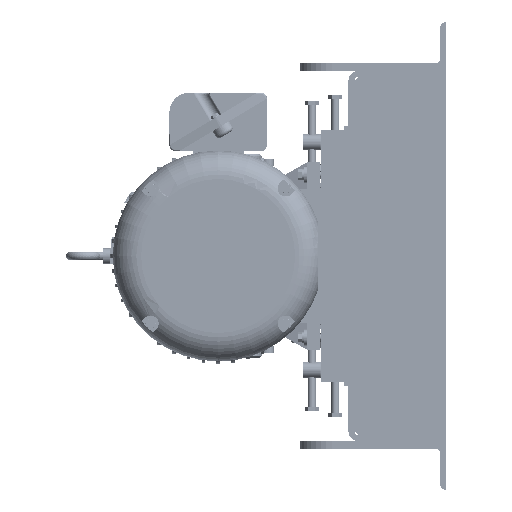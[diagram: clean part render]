
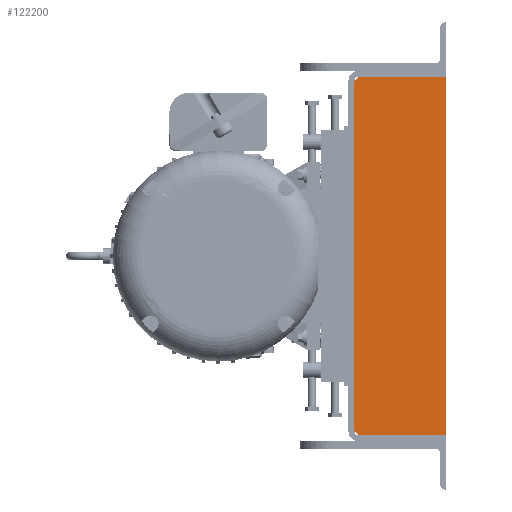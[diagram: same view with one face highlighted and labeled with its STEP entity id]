
A CAD part, left-side view. The second image highlights one B-rep face of the part: STEP entity #122200.
In plain terms, the highlighted planar face has unit normal (-1, 0, 0).
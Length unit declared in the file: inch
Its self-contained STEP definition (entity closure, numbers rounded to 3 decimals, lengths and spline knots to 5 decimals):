
#13145 = CARTESIAN_POINT ( 'NONE',  ( 0., 5.375, -22.375 ) ) ;
#35712 = AXIS2_PLACEMENT_3D ( 'NONE', #373400, #165490, #344720 ) ;
#39519 = CARTESIAN_POINT ( 'NONE',  ( 0., 0., -0.375 ) ) ;
#44371 = CARTESIAN_POINT ( 'NONE',  ( 0., 5.625, -22.125 ) ) ;
#53061 = DIRECTION ( 'NONE',  ( 0., 1., 0. ) ) ;
#75864 = VERTEX_POINT ( 'NONE', #13145 ) ;
#79301 = CARTESIAN_POINT ( 'NONE',  ( 0., 5.625, -22.125 ) ) ;
#82589 = FACE_OUTER_BOUND ( 'NONE', #122297, .T. ) ;
#93612 = EDGE_CURVE ( 'NONE', #257074, #95475, #315659, .T. ) ;
#95475 = VERTEX_POINT ( 'NONE', #339176 ) ;
#98274 = VERTEX_POINT ( 'NONE', #44371 ) ;
#98330 = ORIENTED_EDGE ( 'NONE', *, *, #149980, .F. ) ;
#98681 = VECTOR ( 'NONE', #53061, 39.37008 ) ;
#111536 = CARTESIAN_POINT ( 'NONE',  ( 0., 5.375, -22.375 ) ) ;
#122200 = ADVANCED_FACE ( 'NONE', ( #82589 ), #191505, .T. ) ;
#122297 = EDGE_LOOP ( 'NONE', ( #351745, #359863, #322665, #150667, #156358, #98330 ) ) ;
#127167 = VERTEX_POINT ( 'NONE', #253689 ) ;
#128841 = DIRECTION ( 'NONE',  ( 0., -0.707, 0.707 ) ) ;
#140496 = LINE ( 'NONE', #338612, #311904 ) ;
#142721 = VECTOR ( 'NONE', #253921, 39.37008 ) ;
#149980 = EDGE_CURVE ( 'NONE', #127167, #75864, #298534, .T. ) ;
#150667 = ORIENTED_EDGE ( 'NONE', *, *, #292835, .F. ) ;
#156358 = ORIENTED_EDGE ( 'NONE', *, *, #375625, .F. ) ;
#161411 = LINE ( 'NONE', #163028, #142721 ) ;
#163028 = CARTESIAN_POINT ( 'NONE',  ( 0., 0., -0.375 ) ) ;
#165490 = DIRECTION ( 'NONE',  ( -1., 0., 0. ) ) ;
#191505 = PLANE ( 'NONE',  #35712 ) ;
#196575 = LINE ( 'NONE', #79301, #303672 ) ;
#205341 = EDGE_CURVE ( 'NONE', #95475, #243192, #161411, .T. ) ;
#223155 = VECTOR ( 'NONE', #375934, 39.37008 ) ;
#243192 = VERTEX_POINT ( 'NONE', #39519 ) ;
#253689 = CARTESIAN_POINT ( 'NONE',  ( 0., 0., -22.375 ) ) ;
#253921 = DIRECTION ( 'NONE',  ( 0., -1., 0. ) ) ;
#256406 = CARTESIAN_POINT ( 'NONE',  ( 0., 5.625, -0.625 ) ) ;
#257074 = VERTEX_POINT ( 'NONE', #353346 ) ;
#279561 = CARTESIAN_POINT ( 'NONE',  ( 0., 5.375, -0.375 ) ) ;
#292835 = EDGE_CURVE ( 'NONE', #98274, #257074, #330295, .T. ) ;
#298534 = LINE ( 'NONE', #111536, #98681 ) ;
#303672 = VECTOR ( 'NONE', #379486, 39.37008 ) ;
#311904 = VECTOR ( 'NONE', #369807, 39.37008 ) ;
#315659 = LINE ( 'NONE', #279561, #334373 ) ;
#322665 = ORIENTED_EDGE ( 'NONE', *, *, #93612, .F. ) ;
#330295 = LINE ( 'NONE', #256406, #223155 ) ;
#332347 = EDGE_CURVE ( 'NONE', #243192, #127167, #140496, .T. ) ;
#334373 = VECTOR ( 'NONE', #128841, 39.37008 ) ;
#338612 = CARTESIAN_POINT ( 'NONE',  ( 0., 0., -22.375 ) ) ;
#339176 = CARTESIAN_POINT ( 'NONE',  ( 0., 5.375, -0.375 ) ) ;
#344720 = DIRECTION ( 'NONE',  ( 0., 0., 1. ) ) ;
#351745 = ORIENTED_EDGE ( 'NONE', *, *, #332347, .F. ) ;
#353346 = CARTESIAN_POINT ( 'NONE',  ( 0., 5.625, -0.625 ) ) ;
#359863 = ORIENTED_EDGE ( 'NONE', *, *, #205341, .F. ) ;
#369807 = DIRECTION ( 'NONE',  ( 0., 0., -1. ) ) ;
#373400 = CARTESIAN_POINT ( 'NONE',  ( 0., 0., -0.27042 ) ) ;
#375625 = EDGE_CURVE ( 'NONE', #75864, #98274, #196575, .T. ) ;
#375934 = DIRECTION ( 'NONE',  ( 0., 0., 1. ) ) ;
#379486 = DIRECTION ( 'NONE',  ( 0., 0.707, 0.707 ) ) ;
